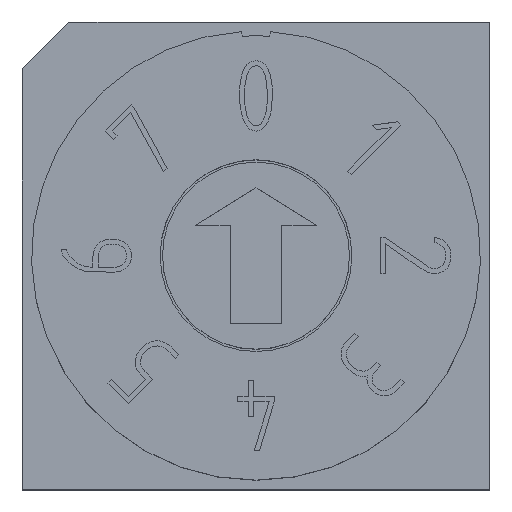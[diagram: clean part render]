
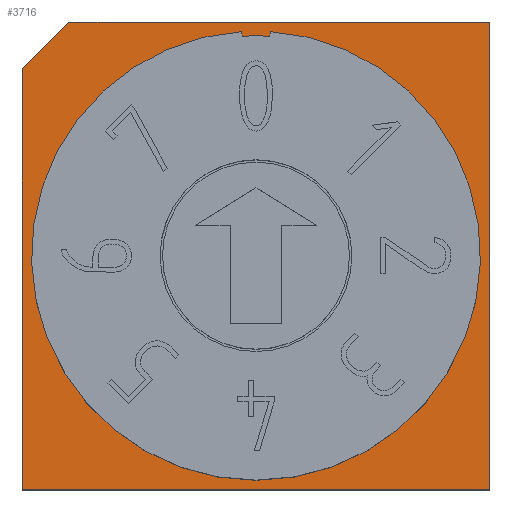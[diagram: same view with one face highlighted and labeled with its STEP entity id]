
A CAD part, top view. The second image highlights one B-rep face of the part: STEP entity #3716.
In plain terms, the highlighted planar face has unit normal (0, 0, 1).
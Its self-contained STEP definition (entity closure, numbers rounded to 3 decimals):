
#24=CIRCLE('',#3857,4.7);
#26=CIRCLE('',#3866,4.8);
#209=LINE('',#5547,#453);
#214=LINE('',#5562,#458);
#219=LINE('',#5573,#463);
#221=LINE('',#5577,#465);
#225=LINE('',#5586,#469);
#235=LINE('',#5611,#479);
#236=LINE('',#5612,#480);
#453=VECTOR('',#4233,1000.);
#458=VECTOR('',#4246,1000.);
#463=VECTOR('',#4253,1000.);
#465=VECTOR('',#4257,1000.);
#469=VECTOR('',#4263,1000.);
#479=VECTOR('',#4285,1000.);
#480=VECTOR('',#4286,1000.);
#975=ORIENTED_EDGE('',*,*,#1597,.T.);
#976=ORIENTED_EDGE('',*,*,#1575,.F.);
#977=ORIENTED_EDGE('',*,*,#1572,.F.);
#978=ORIENTED_EDGE('',*,*,#1568,.F.);
#979=ORIENTED_EDGE('',*,*,#1580,.T.);
#980=ORIENTED_EDGE('',*,*,#1599,.F.);
#981=ORIENTED_EDGE('',*,*,#1582,.T.);
#982=ORIENTED_EDGE('',*,*,#1586,.T.);
#983=ORIENTED_EDGE('',*,*,#1600,.T.);
#1568=EDGE_CURVE('',#1862,#1863,#209,.T.);
#1572=EDGE_CURVE('',#1863,#1866,#24,.T.);
#1575=EDGE_CURVE('',#1866,#1868,#214,.T.);
#1580=EDGE_CURVE('',#1873,#1872,#219,.T.);
#1582=EDGE_CURVE('',#1874,#1875,#221,.T.);
#1586=EDGE_CURVE('',#1875,#1878,#225,.T.);
#1597=EDGE_CURVE('',#1862,#1868,#26,.T.);
#1599=EDGE_CURVE('',#1874,#1872,#235,.T.);
#1600=EDGE_CURVE('',#1878,#1873,#236,.T.);
#1862=VERTEX_POINT('',#5548);
#1863=VERTEX_POINT('',#5549);
#1866=VERTEX_POINT('',#5557);
#1868=VERTEX_POINT('',#5563);
#1872=VERTEX_POINT('',#5572);
#1873=VERTEX_POINT('',#5574);
#1874=VERTEX_POINT('',#5578);
#1875=VERTEX_POINT('',#5579);
#1878=VERTEX_POINT('',#5587);
#2163=EDGE_LOOP('',(#975,#976,#977,#978));
#2164=EDGE_LOOP('',(#979,#980,#981,#982,#983));
#2341=FACE_BOUND('',#2163,.T.);
#2342=FACE_BOUND('',#2164,.T.);
#2505=PLANE('',#3868);
#3716=ADVANCED_FACE('',(#2341,#2342),#2505,.T.);
#3857=AXIS2_PLACEMENT_3D('',#5556,#4239,#4240);
#3866=AXIS2_PLACEMENT_3D('',#5608,#4279,#4280);
#3868=AXIS2_PLACEMENT_3D('',#5610,#4283,#4284);
#4233=DIRECTION('',(0.063,0.998,0.));
#4239=DIRECTION('',(0.,0.,1.));
#4240=DIRECTION('',(1.,0.,0.));
#4246=DIRECTION('',(0.063,-0.998,0.));
#4253=DIRECTION('',(1.,0.,0.));
#4257=DIRECTION('',(0.,1.,0.));
#4263=DIRECTION('',(-1.,0.,0.));
#4279=DIRECTION('',(0.,0.,-1.));
#4280=DIRECTION('',(1.,0.,0.));
#4283=DIRECTION('',(0.,0.,1.));
#4284=DIRECTION('',(1.,0.,0.));
#4285=DIRECTION('',(-0.707,-0.707,0.));
#4286=DIRECTION('',(0.,-1.,0.));
#5547=CARTESIAN_POINT('',(-0.297,-4.691,2.8));
#5548=CARTESIAN_POINT('',(-0.303,-4.79,2.8));
#5549=CARTESIAN_POINT('',(-0.297,-4.691,2.8));
#5556=CARTESIAN_POINT('',(0.,0.,2.8));
#5557=CARTESIAN_POINT('',(0.297,-4.691,2.8));
#5562=CARTESIAN_POINT('',(0.303,-4.79,2.8));
#5563=CARTESIAN_POINT('',(0.303,-4.79,2.8));
#5572=CARTESIAN_POINT('',(4.,-5.,2.8));
#5573=CARTESIAN_POINT('',(-5.,-5.,2.8));
#5574=CARTESIAN_POINT('',(-5.,-5.,2.8));
#5577=CARTESIAN_POINT('',(5.,-5.,2.8));
#5578=CARTESIAN_POINT('',(5.,-4.,2.8));
#5579=CARTESIAN_POINT('',(5.,5.,2.8));
#5586=CARTESIAN_POINT('',(5.,5.,2.8));
#5587=CARTESIAN_POINT('',(-5.,5.,2.8));
#5608=CARTESIAN_POINT('',(0.,0.,2.8));
#5610=CARTESIAN_POINT('',(-5.,-5.,2.8));
#5611=CARTESIAN_POINT('',(-0.5,-9.5,2.8));
#5612=CARTESIAN_POINT('',(-5.,5.,2.8));
